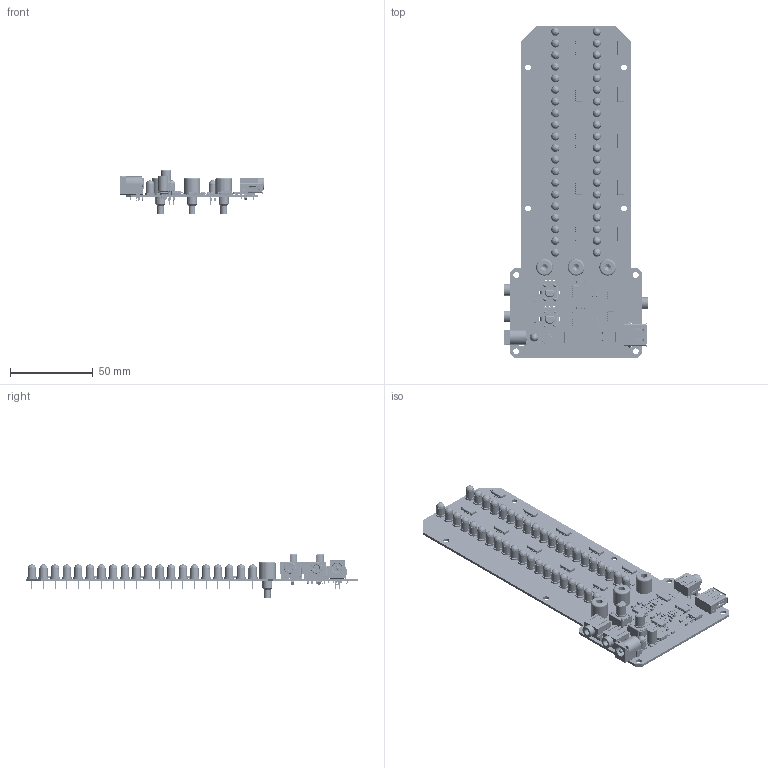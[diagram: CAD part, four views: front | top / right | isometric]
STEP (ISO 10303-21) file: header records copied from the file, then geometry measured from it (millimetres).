
FILE_DESCRIPTION(('Open CASCADE Model'),'2;1');
FILE_NAME('Open CASCADE Shape Model','2023-10-30T15:18:57',('Author'),( 'Open CASCADE'),'Open CASCADE STEP processor 7.5','Open CASCADE 7.5' ,'Unknown');
FILE_SCHEMA(('AUTOMOTIVE_DESIGN { 1 0 10303 214 1 1 1 1 }'));
Length unit declared in the file: millimetre
Products named in the file (267): PCB; Boardltk-mw-display; Open CASCADE STEP translator 7.5 3.1.1; P6ltk-mw-display; 2382AA2C-2335-4562-94C7-3B9045982126; P7ltk-mw-display; P4ltk-mw-display; L2ltk-mw-display; FER 0603; U5ltk-mw-display; User Library-DPAK_TO-252AA; C12ltk-mw-display; 0805 cap; C11ltk-mw-display; U4ltk-mw-display; U3Bltk-mw-display; 5861343568; Open CASCADE STEP translator 6.8 2.1; Body; Open CASCADE STEP translator 6.8 2.2.1; Leader; U3Altk-mw-display; U2Bltk-mw-display; U2Altk-mw-display; U1Jltk-mw-display; U1Iltk-mw-display; U1Hltk-mw-display; U1Gltk-mw-display; U1Fltk-mw-display; U1Eltk-mw-display; U1Dltk-mw-display; U1Cltk-mw-display; U1Bltk-mw-display; U1Altk-mw-display; R32ltk-mw-display; 1206 resistor; R31Bltk-mw-display; 0603 resistor; R31Altk-mw-display; R30Bltk-mw-display ...
Assembly tree (494 placements, depth 6):
  PCB
    Boardltk-mw-display
      Open CASCADE STEP translator 7.5 3.1.1
    P6ltk-mw-display
      2382AA2C-2335-4562-94C7-3B9045982126
    P7ltk-mw-display
      2382AA2C-2335-4562-94C7-3B9045982126
    P4ltk-mw-display
      2382AA2C-2335-4562-94C7-3B9045982126
    L2ltk-mw-display
      FER 0603
    U5ltk-mw-display
      User Library-DPAK_TO-252AA
    C12ltk-mw-display
      0805 cap
    C11ltk-mw-display
      0805 cap
    U4ltk-mw-display
      User Library-DPAK_TO-252AA
    U3Bltk-mw-display
      5861343568
        Open CASCADE STEP translator 6.8 2.1
        Body
          Open CASCADE STEP translator 6.8 2.2.1
        Leader  x14
    U3Altk-mw-display
      5861343568
        Open CASCADE STEP translator 6.8 2.1
        Body
          Open CASCADE STEP translator 6.8 2.2.1
        Leader  x14
    U2Bltk-mw-display
      5861343568
        Open CASCADE STEP translator 6.8 2.1
        Body
          Open CASCADE STEP translator 6.8 2.2.1
        Leader  x14
    U2Altk-mw-display
      5861343568
        Open CASCADE STEP translator 6.8 2.1
        Body
          Open CASCADE STEP translator 6.8 2.2.1
        Leader  x14
    U1Jltk-mw-display
      5861343568
        Open CASCADE STEP translator 6.8 2.1
        Body
          Open CASCADE STEP translator 6.8 2.2.1
        Leader  x14
    U1Iltk-mw-display
      5861343568
        Open CASCADE STEP translator 6.8 2.1
        Body
          Open CASCADE STEP translator 6.8 2.2.1
        Leader  x14
    U1Hltk-mw-display
      5861343568
        Open CASCADE STEP translator 6.8 2.1
        Body
          Open CASCADE STEP translator 6.8 2.2.1
Bounding box: 87 x 200 x 26.69 mm (x, y, z)
Volume: 39646.8 mm3; surface area: 58729 mm2
Topology: 881 solids, 977 shells, 18118 faces, 48008 edges, 31817 vertices
Faces by surface type: plane 14233, cylinder 2734, sphere 672, bspline 389, torus 49, cone 39, extrusion 2
Full cylindrical faces by diameter (mm): 0.5 x16, 0.85 x2, 0.888 x82, 0.9 x6, 0.92 x4, 1.19 x2, 1.2 x22, 1.3 x4, 1.5 x8, 1.6 x4, 1.64 x4, 2 x1, 2.3 x2, 2.5 x3, 3.5 x8, 3.6 x3, 4 x6, 6 x5, 6.1 x2, 6.11 x2, 6.4 x1, 6.5 x3, 6.92 x2, 7 x3, 10 x6
Entity records: 71349 total; most frequent: CARTESIAN_POINT 17399, DIRECTION 9881, ORIENTED_EDGE 9343, EDGE_CURVE 4674, AXIS2_PLACEMENT_3D 3350, VECTOR 3181, LINE 3179, VERTEX_POINT 2983
